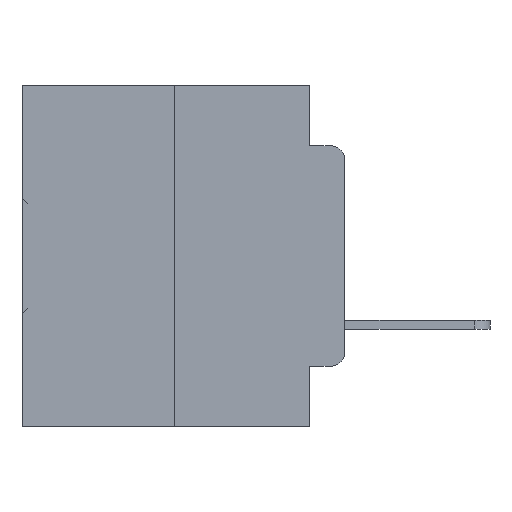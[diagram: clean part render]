
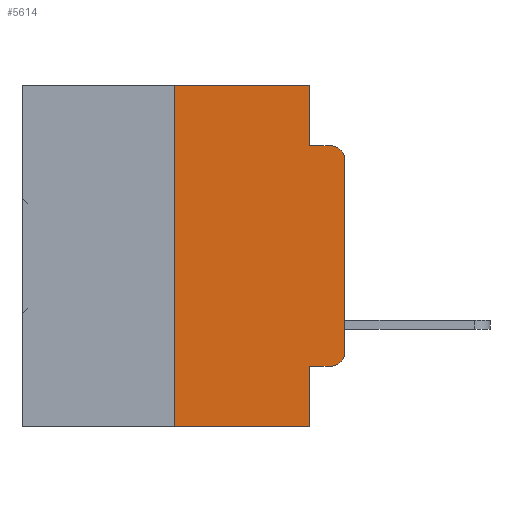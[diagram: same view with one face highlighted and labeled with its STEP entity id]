
A CAD part, left-side view. The second image highlights one B-rep face of the part: STEP entity #5614.
In plain terms, the highlighted planar face has unit normal (-1, 0, 0).
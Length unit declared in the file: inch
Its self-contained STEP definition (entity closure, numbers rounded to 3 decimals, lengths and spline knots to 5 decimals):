
#158 = CARTESIAN_POINT ( 'NONE',  ( 0., 0.051, -0.4115 ) ) ;
#264 = CARTESIAN_POINT ( 'NONE',  ( 0., 0.473, 0. ) ) ;
#609 = ORIENTED_EDGE ( 'NONE', *, *, #22807, .T. ) ;
#858 = LINE ( 'NONE', #29333, #29539 ) ;
#982 = VECTOR ( 'NONE', #8278, 39.37008 ) ;
#1160 = LINE ( 'NONE', #10870, #9978 ) ;
#1210 = LINE ( 'NONE', #6805, #22981 ) ;
#1664 = EDGE_CURVE ( 'NONE', #5679, #30994, #14327, .T. ) ;
#2403 = VECTOR ( 'NONE', #19598, 39.37008 ) ;
#2869 = VERTEX_POINT ( 'NONE', #26178 ) ;
#3755 = DIRECTION ( 'NONE',  ( 0., -1., 0. ) ) ;
#4032 = VERTEX_POINT ( 'NONE', #20198 ) ;
#4163 = ORIENTED_EDGE ( 'NONE', *, *, #9630, .F. ) ;
#4658 = DIRECTION ( 'NONE',  ( 0., 0., -1. ) ) ;
#5551 = VERTEX_POINT ( 'NONE', #8848 ) ;
#5614 = ADVANCED_FACE ( 'NONE', ( #6423 ), #20208, .F. ) ;
#5679 = VERTEX_POINT ( 'NONE', #15239 ) ;
#6243 = ORIENTED_EDGE ( 'NONE', *, *, #19211, .T. ) ;
#6423 = FACE_OUTER_BOUND ( 'NONE', #22873, .T. ) ;
#6805 = CARTESIAN_POINT ( 'NONE',  ( 0., 0.473, -0.5 ) ) ;
#7586 = ORIENTED_EDGE ( 'NONE', *, *, #33165, .F. ) ;
#8278 = DIRECTION ( 'NONE',  ( 0., -1., 0. ) ) ;
#8286 = CARTESIAN_POINT ( 'NONE',  ( 0., 0.02, -0.3915 ) ) ;
#8586 = CARTESIAN_POINT ( 'NONE',  ( 0., 0.25, 0. ) ) ;
#8848 = CARTESIAN_POINT ( 'NONE',  ( 0., 0., -0.3915 ) ) ;
#9224 = DIRECTION ( 'NONE',  ( 1., 0., 0. ) ) ;
#9630 = EDGE_CURVE ( 'NONE', #30994, #4032, #22781, .T. ) ;
#9682 = EDGE_CURVE ( 'NONE', #22937, #5679, #20734, .T. ) ;
#9978 = VECTOR ( 'NONE', #32261, 39.37008 ) ;
#10496 = VERTEX_POINT ( 'NONE', #20768 ) ;
#10788 = VERTEX_POINT ( 'NONE', #16878 ) ;
#10870 = CARTESIAN_POINT ( 'NONE',  ( 0., 0.051, -0.4115 ) ) ;
#11188 = DIRECTION ( 'NONE',  ( 0., 0., -1. ) ) ;
#12175 = VERTEX_POINT ( 'NONE', #32922 ) ;
#13168 = VERTEX_POINT ( 'NONE', #158 ) ;
#13304 = EDGE_CURVE ( 'NONE', #10788, #10496, #1210, .T. ) ;
#13492 = VECTOR ( 'NONE', #22371, 39.37008 ) ;
#13520 = EDGE_CURVE ( 'NONE', #2869, #4032, #23371, .T. ) ;
#13807 = CARTESIAN_POINT ( 'NONE',  ( 0., 0.02, -0.1085 ) ) ;
#14327 = LINE ( 'NONE', #23724, #34459 ) ;
#15239 = CARTESIAN_POINT ( 'NONE',  ( 0., 0.051, 0. ) ) ;
#16011 = AXIS2_PLACEMENT_3D ( 'NONE', #13807, #32279, #16567 ) ;
#16567 = DIRECTION ( 'NONE',  ( 0., 0., -1. ) ) ;
#16748 = CARTESIAN_POINT ( 'NONE',  ( 0., 0.25, 0. ) ) ;
#16878 = CARTESIAN_POINT ( 'NONE',  ( 0., 0.25, -0.5 ) ) ;
#16920 = LINE ( 'NONE', #35113, #2403 ) ;
#16960 = CARTESIAN_POINT ( 'NONE',  ( 0., 0.473, 0. ) ) ;
#17217 = EDGE_CURVE ( 'NONE', #5551, #2869, #16920, .T. ) ;
#18848 = AXIS2_PLACEMENT_3D ( 'NONE', #8286, #27397, #11188 ) ;
#19023 = ORIENTED_EDGE ( 'NONE', *, *, #29718, .F. ) ;
#19211 = EDGE_CURVE ( 'NONE', #12175, #5551, #33926, .T. ) ;
#19464 = DIRECTION ( 'NONE',  ( 0., 0., 1. ) ) ;
#19598 = DIRECTION ( 'NONE',  ( 0., 0., 1. ) ) ;
#19745 = ORIENTED_EDGE ( 'NONE', *, *, #17217, .T. ) ;
#19806 = ORIENTED_EDGE ( 'NONE', *, *, #1664, .F. ) ;
#20198 = CARTESIAN_POINT ( 'NONE',  ( 0., 0.02, -0.0885 ) ) ;
#20208 = PLANE ( 'NONE',  #22176 ) ;
#20257 = ORIENTED_EDGE ( 'NONE', *, *, #13304, .T. ) ;
#20734 = LINE ( 'NONE', #16960, #13492 ) ;
#20768 = CARTESIAN_POINT ( 'NONE',  ( 0., 0.051, -0.5 ) ) ;
#21802 = CARTESIAN_POINT ( 'NONE',  ( 0., 0.051, -0.0885 ) ) ;
#22176 = AXIS2_PLACEMENT_3D ( 'NONE', #264, #9224, #28250 ) ;
#22371 = DIRECTION ( 'NONE',  ( 0., -1., 0. ) ) ;
#22781 = LINE ( 'NONE', #24799, #982 ) ;
#22807 = EDGE_CURVE ( 'NONE', #13168, #12175, #1160, .T. ) ;
#22873 = EDGE_LOOP ( 'NONE', ( #19745, #33590, #4163, #19806, #33654, #7586, #20257, #19023, #609, #6243 ) ) ;
#22937 = VERTEX_POINT ( 'NONE', #8586 ) ;
#22981 = VECTOR ( 'NONE', #3755, 39.37008 ) ;
#23371 = CIRCLE ( 'NONE', #16011, 0.02 ) ;
#23724 = CARTESIAN_POINT ( 'NONE',  ( 0., 0.051, 0. ) ) ;
#24410 = VECTOR ( 'NONE', #19464, 39.37008 ) ;
#24799 = CARTESIAN_POINT ( 'NONE',  ( 0., 0.051, -0.0885 ) ) ;
#25227 = LINE ( 'NONE', #16748, #24410 ) ;
#26178 = CARTESIAN_POINT ( 'NONE',  ( 0., 0., -0.1085 ) ) ;
#26355 = DIRECTION ( 'NONE',  ( 0., 0., -1. ) ) ;
#27397 = DIRECTION ( 'NONE',  ( -1., 0., 0. ) ) ;
#28250 = DIRECTION ( 'NONE',  ( 0., 0., -1. ) ) ;
#29333 = CARTESIAN_POINT ( 'NONE',  ( 0., 0.051, 0. ) ) ;
#29539 = VECTOR ( 'NONE', #4658, 39.37008 ) ;
#29718 = EDGE_CURVE ( 'NONE', #13168, #10496, #858, .T. ) ;
#30994 = VERTEX_POINT ( 'NONE', #21802 ) ;
#32261 = DIRECTION ( 'NONE',  ( 0., -1., 0. ) ) ;
#32279 = DIRECTION ( 'NONE',  ( -1., 0., 0. ) ) ;
#32922 = CARTESIAN_POINT ( 'NONE',  ( 0., 0.02, -0.4115 ) ) ;
#33165 = EDGE_CURVE ( 'NONE', #10788, #22937, #25227, .T. ) ;
#33590 = ORIENTED_EDGE ( 'NONE', *, *, #13520, .T. ) ;
#33654 = ORIENTED_EDGE ( 'NONE', *, *, #9682, .F. ) ;
#33926 = CIRCLE ( 'NONE', #18848, 0.02 ) ;
#34459 = VECTOR ( 'NONE', #26355, 39.37008 ) ;
#35113 = CARTESIAN_POINT ( 'NONE',  ( 0., 0., 0. ) ) ;
